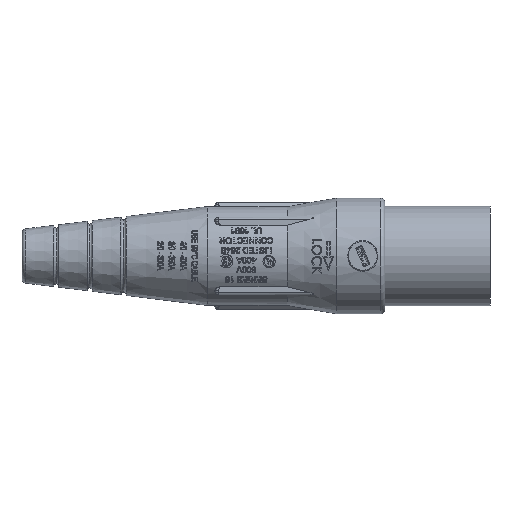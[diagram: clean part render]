
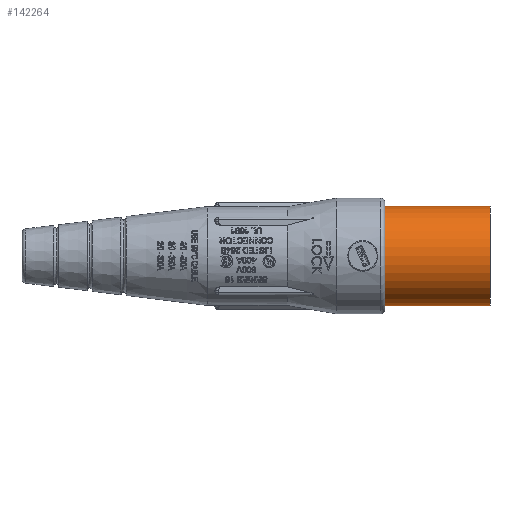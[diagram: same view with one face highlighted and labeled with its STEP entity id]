
A CAD part, top view. The second image highlights one B-rep face of the part: STEP entity #142264.
In plain terms, the highlighted cylindrical face has radius 18.771 mm (diameter 37.541 mm), a partial arc.
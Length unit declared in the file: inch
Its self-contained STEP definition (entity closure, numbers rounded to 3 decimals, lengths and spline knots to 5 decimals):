
#3734 = CARTESIAN_POINT ( 'NONE',  ( 4.75343, 4.7332, 4.95163 ) ) ;
#15572 = LINE ( 'NONE', #73595, #140742 ) ;
#20262 = DIRECTION ( 'NONE',  ( 1., 0., 0. ) ) ;
#22719 = DIRECTION ( 'NONE',  ( 1., 0., 0. ) ) ;
#24507 = VERTEX_POINT ( 'NONE', #145091 ) ;
#27113 = DIRECTION ( 'NONE',  ( 1., 0., 0. ) ) ;
#31429 = CARTESIAN_POINT ( 'NONE',  ( 4.75343, 4.7332, 4.95163 ) ) ;
#41545 = FACE_OUTER_BOUND ( 'NONE', #146720, .T. ) ;
#53561 = DIRECTION ( 'NONE',  ( 1., 0., 0. ) ) ;
#57087 = CIRCLE ( 'NONE', #82075, 0.739 ) ;
#58855 = LINE ( 'NONE', #31429, #92480 ) ;
#62385 = CIRCLE ( 'NONE', #97346, 0.739 ) ;
#62885 = ORIENTED_EDGE ( 'NONE', *, *, #118538, .T. ) ;
#63769 = DIRECTION ( 'NONE',  ( 0., 1., 0. ) ) ;
#68880 = DIRECTION ( 'NONE',  ( 0., 1., 0. ) ) ;
#69134 = CARTESIAN_POINT ( 'NONE',  ( 6.31543, 4.7332, 4.95163 ) ) ;
#69165 = CARTESIAN_POINT ( 'NONE',  ( 4.75343, 3.2552, 4.95163 ) ) ;
#71713 = EDGE_CURVE ( 'NONE', #79709, #24507, #62385, .T. ) ;
#73595 = CARTESIAN_POINT ( 'NONE',  ( 4.75343, 3.2552, 4.95163 ) ) ;
#74215 = ORIENTED_EDGE ( 'NONE', *, *, #123951, .T. ) ;
#79709 = VERTEX_POINT ( 'NONE', #69134 ) ;
#82075 = AXIS2_PLACEMENT_3D ( 'NONE', #145411, #27113, #146940 ) ;
#86081 = ORIENTED_EDGE ( 'NONE', *, *, #126948, .F. ) ;
#90565 = ORIENTED_EDGE ( 'NONE', *, *, #71713, .F. ) ;
#92480 = VECTOR ( 'NONE', #22719, 39.37008 ) ;
#93125 = AXIS2_PLACEMENT_3D ( 'NONE', #102620, #20262, #68880 ) ;
#96236 = VERTEX_POINT ( 'NONE', #69165 ) ;
#97346 = AXIS2_PLACEMENT_3D ( 'NONE', #99728, #53561, #63769 ) ;
#99728 = CARTESIAN_POINT ( 'NONE',  ( 6.31543, 3.9942, 4.95163 ) ) ;
#100281 = CYLINDRICAL_SURFACE ( 'NONE', #93125, 0.739 ) ;
#102620 = CARTESIAN_POINT ( 'NONE',  ( 4.75343, 3.9942, 4.95163 ) ) ;
#110125 = VERTEX_POINT ( 'NONE', #3734 ) ;
#111228 = DIRECTION ( 'NONE',  ( 1., 0., 0. ) ) ;
#118538 = EDGE_CURVE ( 'NONE', #96236, #24507, #15572, .T. ) ;
#123951 = EDGE_CURVE ( 'NONE', #110125, #96236, #57087, .T. ) ;
#126948 = EDGE_CURVE ( 'NONE', #110125, #79709, #58855, .T. ) ;
#140742 = VECTOR ( 'NONE', #111228, 39.37008 ) ;
#142264 = ADVANCED_FACE ( 'NONE', ( #41545 ), #100281, .T. ) ;
#145091 = CARTESIAN_POINT ( 'NONE',  ( 6.31543, 3.2552, 4.95163 ) ) ;
#145411 = CARTESIAN_POINT ( 'NONE',  ( 4.75343, 3.9942, 4.95163 ) ) ;
#146720 = EDGE_LOOP ( 'NONE', ( #74215, #62885, #90565, #86081 ) ) ;
#146940 = DIRECTION ( 'NONE',  ( 0., 1., 0. ) ) ;
